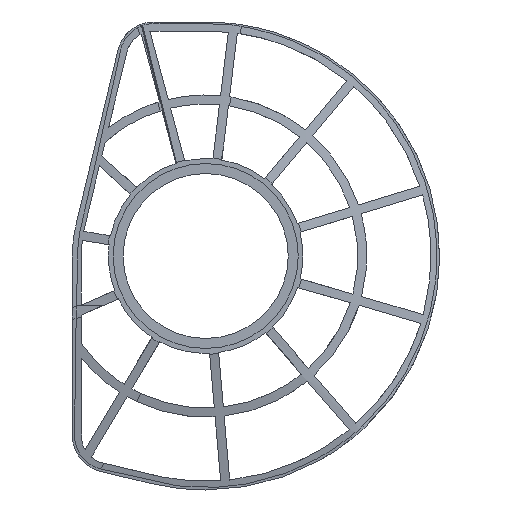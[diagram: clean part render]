
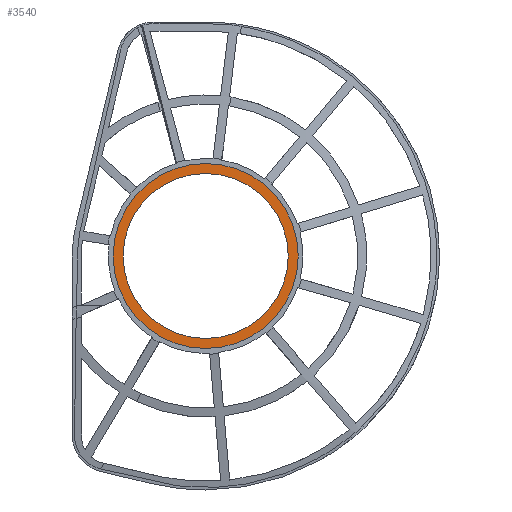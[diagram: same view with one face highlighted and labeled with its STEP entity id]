
A CAD part, front view. The second image highlights one B-rep face of the part: STEP entity #3540.
In plain terms, the highlighted planar face has unit normal (0, -1, 0).
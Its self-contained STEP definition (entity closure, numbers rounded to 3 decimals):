
#53 = CARTESIAN_POINT ( 'NONE',  ( 80.803, -28.566, 202.5 ) ) ;
#260 = CIRCLE ( 'NONE', #7690, 45.5 ) ;
#346 = VERTEX_POINT ( 'NONE', #2244 ) ;
#696 = VERTEX_POINT ( 'NONE', #5298 ) ;
#1208 = ORIENTED_EDGE ( 'NONE', *, *, #11705, .T. ) ;
#1338 = CARTESIAN_POINT ( 'NONE',  ( 80.803, -28.566, 202.5 ) ) ;
#1554 = AXIS2_PLACEMENT_3D ( 'NONE', #53, #8215, #10129 ) ;
#1841 = VERTEX_POINT ( 'NONE', #11945 ) ;
#1928 = EDGE_CURVE ( 'NONE', #4048, #696, #7258, .T. ) ;
#2052 = DIRECTION ( 'NONE',  ( 0., -1., 0. ) ) ;
#2145 = DIRECTION ( 'NONE',  ( 0., 0., -1. ) ) ;
#2244 = CARTESIAN_POINT ( 'NONE',  ( 80.803, -28.566, 253.5 ) ) ;
#2335 = EDGE_CURVE ( 'NONE', #696, #4048, #260, .T. ) ;
#2397 = EDGE_LOOP ( 'NONE', ( #11865, #1208 ) ) ;
#2593 = AXIS2_PLACEMENT_3D ( 'NONE', #1338, #8249, #2145 ) ;
#2699 = DIRECTION ( 'NONE',  ( 0., 0., -1. ) ) ;
#3540 = ADVANCED_FACE ( 'NONE', ( #7098, #12047 ), #6228, .T. ) ;
#3567 = DIRECTION ( 'NONE',  ( 0., 0., -1. ) ) ;
#4048 = VERTEX_POINT ( 'NONE', #8263 ) ;
#4255 = DIRECTION ( 'NONE',  ( 0., 0., -1. ) ) ;
#4624 = AXIS2_PLACEMENT_3D ( 'NONE', #8089, #2052, #4255 ) ;
#4775 = CARTESIAN_POINT ( 'NONE',  ( 80.803, -28.566, 202.5 ) ) ;
#5298 = CARTESIAN_POINT ( 'NONE',  ( 80.803, -28.566, 248. ) ) ;
#5621 = ORIENTED_EDGE ( 'NONE', *, *, #2335, .F. ) ;
#6228 = PLANE ( 'NONE',  #1554 ) ;
#7098 = FACE_BOUND ( 'NONE', #7989, .T. ) ;
#7258 = CIRCLE ( 'NONE', #2593, 45.5 ) ;
#7690 = AXIS2_PLACEMENT_3D ( 'NONE', #7861, #11892, #3567 ) ;
#7861 = CARTESIAN_POINT ( 'NONE',  ( 80.803, -28.566, 202.5 ) ) ;
#7989 = EDGE_LOOP ( 'NONE', ( #5621, #12269 ) ) ;
#8089 = CARTESIAN_POINT ( 'NONE',  ( 80.803, -28.566, 202.5 ) ) ;
#8215 = DIRECTION ( 'NONE',  ( 0., -1., 0. ) ) ;
#8249 = DIRECTION ( 'NONE',  ( 0., -1., 0. ) ) ;
#8263 = CARTESIAN_POINT ( 'NONE',  ( 80.803, -28.566, 157. ) ) ;
#8729 = DIRECTION ( 'NONE',  ( 0., -1., 0. ) ) ;
#9901 = CIRCLE ( 'NONE', #11347, 51. ) ;
#10129 = DIRECTION ( 'NONE',  ( 0., 0., -1. ) ) ;
#10298 = CIRCLE ( 'NONE', #4624, 51. ) ;
#11347 = AXIS2_PLACEMENT_3D ( 'NONE', #4775, #8729, #2699 ) ;
#11705 = EDGE_CURVE ( 'NONE', #346, #1841, #9901, .T. ) ;
#11865 = ORIENTED_EDGE ( 'NONE', *, *, #12035, .T. ) ;
#11892 = DIRECTION ( 'NONE',  ( 0., -1., 0. ) ) ;
#11945 = CARTESIAN_POINT ( 'NONE',  ( 80.803, -28.566, 151.5 ) ) ;
#12035 = EDGE_CURVE ( 'NONE', #1841, #346, #10298, .T. ) ;
#12047 = FACE_OUTER_BOUND ( 'NONE', #2397, .T. ) ;
#12269 = ORIENTED_EDGE ( 'NONE', *, *, #1928, .F. ) ;
